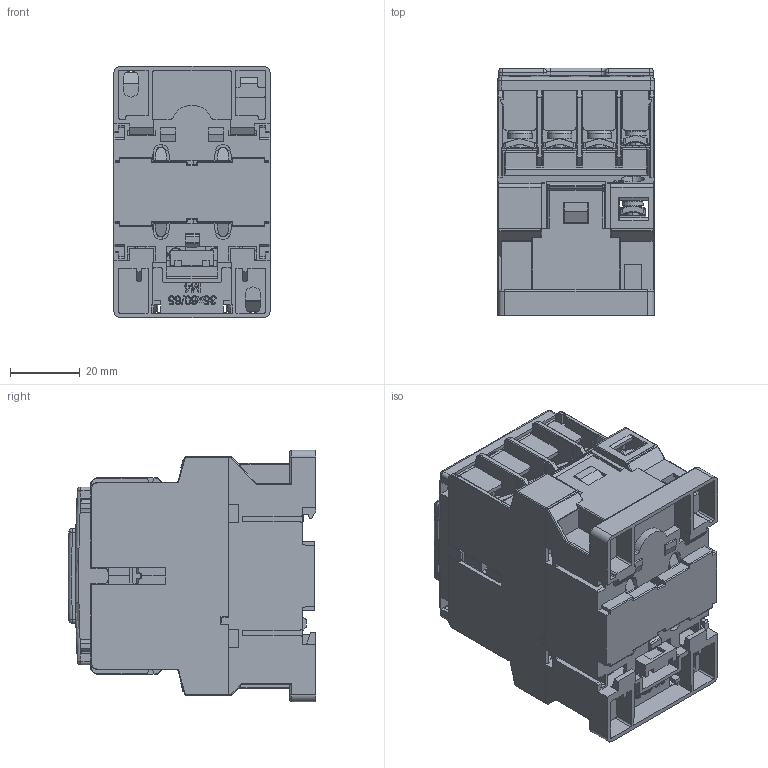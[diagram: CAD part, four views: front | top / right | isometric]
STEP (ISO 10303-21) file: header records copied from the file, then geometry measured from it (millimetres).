
FILE_DESCRIPTION((''),'2;1');
FILE_NAME('ASM9804_ASM','2021-12-06T',('marketing.praksa'),('Audax d.o.o.'),'CREO PARAMETRIC BY PTC INC, 2017480','CREO PARAMETRIC BY PTC INC, 2017480','');
FILE_SCHEMA(('AUTOMOTIVE_DESIGN { 1 0 10303 214 1 1 1 1 }'));
Products named in the file (44): 2-1-SOLID38; 2-1-SOLID5; 2-1-SOLID12; 2-1-SOLID17; 2-1-SOLID7; 2-1-SOLID18; 2-1-SOLID3; 2-1-SOLID2; 2-1-SOLID14; 2-1-SOLID19; 2-1-SOLID10; 2-1-SOLID29; 2-1-SOLID15; 2-1-SOLID22; 2-1-SOLID33; 2-1-SOLID40; 2-1-SOLID8; 2-1-SOLID21; 2-1-SOLID1; 2-1-SOLID20; 2-1-SOLID25; 2-1-SOLID28; 2-1-SOLID6; 2-1-SOLID26; 2-1-SOLID32; 2-1-SOLID30; 2-1-SOLID16; 2-1-SOLID34; 2-1-SOLID4; 2-1-SOLID23; 2-1-SOLID9; 2-1-SOLID27; 2-1-SOLID31; 2-1-SOLID35; 2-1-SOLID39; BOSS-EXTRUDE1_1; 2-1-SOLID13; 2-1-SOLID24; 2-1-SOLID36; DELETEFACE1 ...
Assembly tree (43 placements, depth 2):
  ASM9804_ASM
    2-1-SOLID38
    2-1-SOLID5
    2-1-SOLID12
    2-1-SOLID17
    2-1-SOLID7
    2-1-SOLID18
    2-1-SOLID3
    2-1-SOLID2
    2-1-SOLID14
    2-1-SOLID19
    2-1-SOLID10
    2-1-SOLID29
    2-1-SOLID15
    2-1-SOLID22
    2-1-SOLID33
    2-1-SOLID40
    2-1-SOLID8
    2-1-SOLID21
    2-1-SOLID1
    2-1-SOLID20
    2-1-SOLID25
    2-1-SOLID28
    2-1-SOLID6
    2-1-SOLID26
    2-1-SOLID32
    2-1-SOLID30
    2-1-SOLID16
    2-1-SOLID34
    2-1-SOLID4
    2-1-SOLID23
    2-1-SOLID9
    2-1-SOLID27
    2-1-SOLID31
    2-1-SOLID35
    2-1-SOLID39
    BOSS-EXTRUDE1_1
    2-1-SOLID13
    2-1-SOLID24
    2-1-SOLID36
    DELETEFACE1
    2-1-SOLID11
    A
    PRT9566
Bounding box: 44.8 x 71 x 72.2 mm (x, y, z)
Volume: 46609.6 mm3; surface area: 76133.7 mm2
Topology: 67 solids, 67 shells, 4742 faces, 13489 edges, 8826 vertices
Faces by surface type: plane 3256, cylinder 1002, extrusion 189, bspline 118, torus 108, sphere 56, cone 13
Entity records: 243212 total; most frequent: CARTESIAN_POINT 44818, ORIENTED_EDGE 26808, DIRECTION 22889, PRESENTATION_STYLE_ASSIGNMENT 18402, STYLED_ITEM 18402, CURVE_STYLE 13593, EDGE_CURVE 13404, VECTOR 9909
